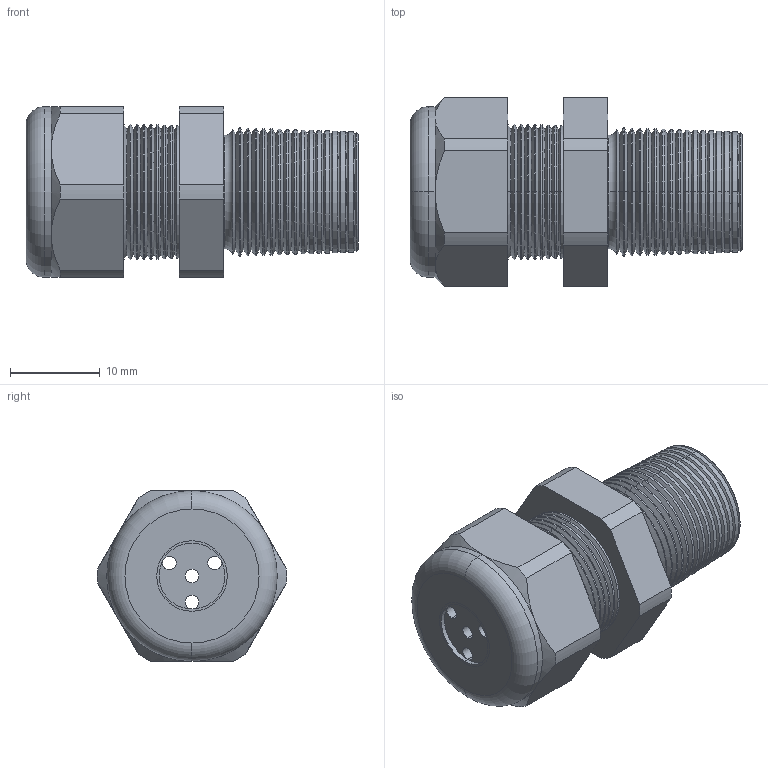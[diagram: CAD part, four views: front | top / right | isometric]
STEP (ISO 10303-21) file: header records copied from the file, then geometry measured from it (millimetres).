
FILE_DESCRIPTION (( 'STEP AP203' ), '1' );
FILE_NAME ('CD09N1-BK.STEP', '2008-06-19T18:17:34', ( 'BSI05' ), ( 'BAYSTATE' ), 'SwSTEP 2.0', 'SolidWorks 2007', '' );
FILE_SCHEMA (( 'CONFIG_CONTROL_DESIGN' ));
Length unit declared in the file: inch
Products named in the file (1): CD09N1-BK
Bounding box: 37.08 x 21.14 x 19.05 mm (x, y, z)
Volume: 6046.3 mm3; surface area: 4537.1 mm2
Topology: 2 solids, 2 shells, 206 faces, 438 edges, 240 vertices
Faces by surface type: cone 152, cylinder 28, plane 20, torus 6
Entity records: 5581 total; most frequent: DIRECTION 1062, CARTESIAN_POINT 957, ORIENTED_EDGE 876, EDGE_CURVE 438, AXIS2_PLACEMENT_3D 429, VERTEX_POINT 240, CIRCLE 222, EDGE_LOOP 220
